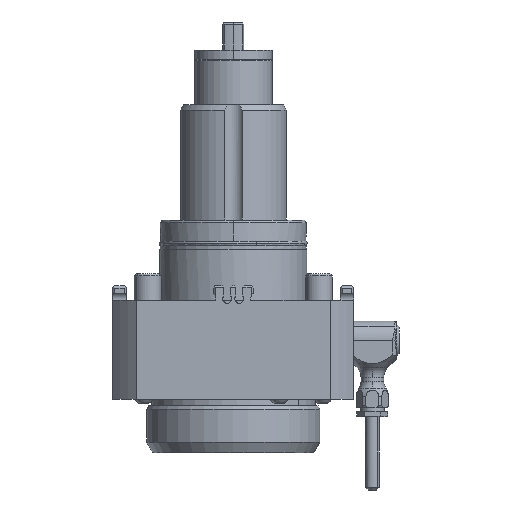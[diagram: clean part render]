
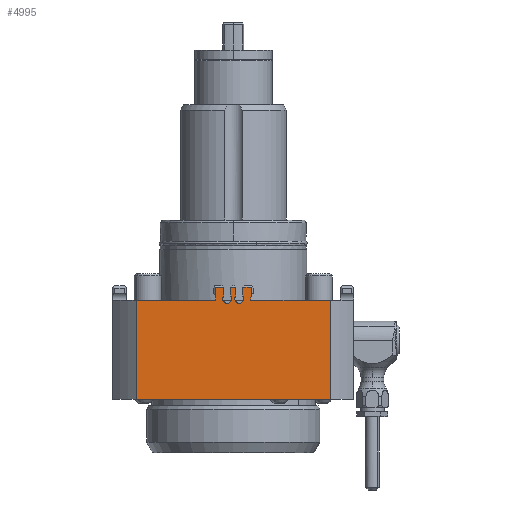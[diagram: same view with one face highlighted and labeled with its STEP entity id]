
A CAD part, front view. The second image highlights one B-rep face of the part: STEP entity #4995.
In plain terms, the highlighted planar face has unit normal (0, -1, 0).
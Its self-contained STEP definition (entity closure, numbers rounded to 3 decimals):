
#96=CARTESIAN_POINT('',(6.546,-42.,0.));
#97=VERTEX_POINT('',#96);
#132=CARTESIAN_POINT('',(6.805,-42.,1.759));
#133=VERTEX_POINT('',#132);
#141=CARTESIAN_POINT('',(9.25,-42.,0.5));
#142=DIRECTION('',(0.,1.,-0.));
#143=DIRECTION('',(0.,0.,1.));
#144=AXIS2_PLACEMENT_3D('',#141,#142,#143);
#145=CIRCLE('',#144,2.75);
#146=EDGE_CURVE('',#97,#133,#145,.T.);
#4065=CARTESIAN_POINT('',(36.28,-42.,-0.));
#4066=VERTEX_POINT('',#4065);
#4074=CARTESIAN_POINT('',(36.28,-42.,-37.));
#4075=VERTEX_POINT('',#4074);
#4076=CARTESIAN_POINT('',(36.28,-42.,-37.));
#4077=DIRECTION('',(0.,0.,1.));
#4078=VECTOR('',#4077,37.);
#4079=LINE('',#4076,#4078);
#4080=EDGE_CURVE('',#4075,#4066,#4079,.T.);
#4497=CARTESIAN_POINT('',(-36.28,-42.,0.));
#4498=VERTEX_POINT('',#4497);
#4506=CARTESIAN_POINT('',(-6.546,-42.,0.));
#4507=VERTEX_POINT('',#4506);
#4508=CARTESIAN_POINT('',(-6.546,-42.,0.));
#4509=DIRECTION('',(-1.,0.,0.));
#4510=VECTOR('',#4509,29.734);
#4511=LINE('',#4508,#4510);
#4512=EDGE_CURVE('',#4507,#4498,#4511,.T.);
#4561=CARTESIAN_POINT('',(36.28,-42.,-0.));
#4562=DIRECTION('',(-1.,0.,0.));
#4563=VECTOR('',#4562,29.734);
#4564=LINE('',#4561,#4563);
#4565=EDGE_CURVE('',#4066,#97,#4564,.T.);
#4855=CARTESIAN_POINT('',(-0.,-42.,-9.491));
#4856=DIRECTION('',(-0.,-1.,0.));
#4857=DIRECTION('',(-1.,0.,0.));
#4858=AXIS2_PLACEMENT_3D('',#4855,#4856,#4857);
#4859=PLANE('',#4858);
#4860=CARTESIAN_POINT('',(-3.5,-42.,1.577));
#4861=VERTEX_POINT('',#4860);
#4862=CARTESIAN_POINT('',(-3.5,-42.,4.8));
#4863=VERTEX_POINT('',#4862);
#4864=CARTESIAN_POINT('',(-3.5,-42.,1.577));
#4865=DIRECTION('',(0.,0.,1.));
#4866=VECTOR('',#4865,3.223);
#4867=LINE('',#4864,#4866);
#4868=EDGE_CURVE('',#4861,#4863,#4867,.T.);
#4869=ORIENTED_EDGE('',*,*,#4868,.T.);
#4870=CARTESIAN_POINT('',(-6.805,-42.,4.8));
#4871=VERTEX_POINT('',#4870);
#4872=CARTESIAN_POINT('',(-6.805,-42.,4.8));
#4873=DIRECTION('',(1.,0.,-0.));
#4874=VECTOR('',#4873,3.305);
#4875=LINE('',#4872,#4874);
#4876=EDGE_CURVE('',#4871,#4863,#4875,.T.);
#4877=ORIENTED_EDGE('',*,*,#4876,.F.);
#4878=CARTESIAN_POINT('',(-6.805,-42.,1.759));
#4879=VERTEX_POINT('',#4878);
#4880=CARTESIAN_POINT('',(-6.805,-42.,1.759));
#4881=DIRECTION('',(0.,0.,1.));
#4882=VECTOR('',#4881,3.041);
#4883=LINE('',#4880,#4882);
#4884=EDGE_CURVE('',#4879,#4871,#4883,.T.);
#4885=ORIENTED_EDGE('',*,*,#4884,.F.);
#4886=CARTESIAN_POINT('',(-9.25,-42.,0.5));
#4887=DIRECTION('',(0.,1.,-0.));
#4888=DIRECTION('',(0.,0.,1.));
#4889=AXIS2_PLACEMENT_3D('',#4886,#4887,#4888);
#4890=CIRCLE('',#4889,2.75);
#4891=EDGE_CURVE('',#4879,#4507,#4890,.T.);
#4892=ORIENTED_EDGE('',*,*,#4891,.T.);
#4893=ORIENTED_EDGE('',*,*,#4512,.T.);
#4894=CARTESIAN_POINT('',(-36.28,-42.,-37.));
#4895=VERTEX_POINT('',#4894);
#4896=CARTESIAN_POINT('',(-36.28,-42.,0.));
#4897=DIRECTION('',(0.,0.,-1.));
#4898=VECTOR('',#4897,37.);
#4899=LINE('',#4896,#4898);
#4900=EDGE_CURVE('',#4498,#4895,#4899,.T.);
#4901=ORIENTED_EDGE('',*,*,#4900,.T.);
#4902=CARTESIAN_POINT('',(-36.28,-42.,-37.));
#4903=DIRECTION('',(1.,0.,-0.));
#4904=VECTOR('',#4903,72.56);
#4905=LINE('',#4902,#4904);
#4906=EDGE_CURVE('',#4895,#4075,#4905,.T.);
#4907=ORIENTED_EDGE('',*,*,#4906,.T.);
#4908=ORIENTED_EDGE('',*,*,#4080,.T.);
#4909=ORIENTED_EDGE('',*,*,#4565,.T.);
#4910=ORIENTED_EDGE('',*,*,#146,.T.);
#4911=CARTESIAN_POINT('',(6.805,-42.,4.8));
#4912=VERTEX_POINT('',#4911);
#4913=CARTESIAN_POINT('',(6.805,-42.,4.8));
#4914=DIRECTION('',(0.,0.,-1.));
#4915=VECTOR('',#4914,3.041);
#4916=LINE('',#4913,#4915);
#4917=EDGE_CURVE('',#4912,#133,#4916,.T.);
#4918=ORIENTED_EDGE('',*,*,#4917,.F.);
#4919=CARTESIAN_POINT('',(3.5,-42.,4.8));
#4920=VERTEX_POINT('',#4919);
#4921=CARTESIAN_POINT('',(3.5,-42.,4.8));
#4922=DIRECTION('',(1.,0.,-0.));
#4923=VECTOR('',#4922,3.305);
#4924=LINE('',#4921,#4923);
#4925=EDGE_CURVE('',#4920,#4912,#4924,.T.);
#4926=ORIENTED_EDGE('',*,*,#4925,.F.);
#4927=CARTESIAN_POINT('',(3.5,-42.,1.577));
#4928=VERTEX_POINT('',#4927);
#4929=CARTESIAN_POINT('',(3.5,-42.,4.8));
#4930=DIRECTION('',(-0.,0.,-1.));
#4931=VECTOR('',#4930,3.223);
#4932=LINE('',#4929,#4931);
#4933=EDGE_CURVE('',#4920,#4928,#4932,.T.);
#4934=ORIENTED_EDGE('',*,*,#4933,.T.);
#4935=CARTESIAN_POINT('',(2.25,-42.,-1.15));
#4936=VERTEX_POINT('',#4935);
#4937=CARTESIAN_POINT('',(2.25,-42.,0.5));
#4938=DIRECTION('',(0.,1.,-0.));
#4939=DIRECTION('',(0.,0.,1.));
#4940=AXIS2_PLACEMENT_3D('',#4937,#4938,#4939);
#4941=CIRCLE('',#4940,1.65);
#4942=EDGE_CURVE('',#4928,#4936,#4941,.T.);
#4943=ORIENTED_EDGE('',*,*,#4942,.T.);
#4944=CARTESIAN_POINT('',(1.,-42.,1.577));
#4945=VERTEX_POINT('',#4944);
#4946=CARTESIAN_POINT('',(2.25,-42.,0.5));
#4947=DIRECTION('',(0.,1.,-0.));
#4948=DIRECTION('',(0.,0.,1.));
#4949=AXIS2_PLACEMENT_3D('',#4946,#4947,#4948);
#4950=CIRCLE('',#4949,1.65);
#4951=EDGE_CURVE('',#4936,#4945,#4950,.T.);
#4952=ORIENTED_EDGE('',*,*,#4951,.T.);
#4953=CARTESIAN_POINT('',(1.,-42.,4.8));
#4954=VERTEX_POINT('',#4953);
#4955=CARTESIAN_POINT('',(1.,-42.,1.577));
#4956=DIRECTION('',(0.,0.,1.));
#4957=VECTOR('',#4956,3.223);
#4958=LINE('',#4955,#4957);
#4959=EDGE_CURVE('',#4945,#4954,#4958,.T.);
#4960=ORIENTED_EDGE('',*,*,#4959,.T.);
#4961=CARTESIAN_POINT('',(-1.,-42.,4.8));
#4962=VERTEX_POINT('',#4961);
#4963=CARTESIAN_POINT('',(-1.,-42.,4.8));
#4964=DIRECTION('',(1.,0.,-0.));
#4965=VECTOR('',#4964,2.);
#4966=LINE('',#4963,#4965);
#4967=EDGE_CURVE('',#4962,#4954,#4966,.T.);
#4968=ORIENTED_EDGE('',*,*,#4967,.F.);
#4969=CARTESIAN_POINT('',(-1.,-42.,1.577));
#4970=VERTEX_POINT('',#4969);
#4971=CARTESIAN_POINT('',(-1.,-42.,4.8));
#4972=DIRECTION('',(-0.,0.,-1.));
#4973=VECTOR('',#4972,3.223);
#4974=LINE('',#4971,#4973);
#4975=EDGE_CURVE('',#4962,#4970,#4974,.T.);
#4976=ORIENTED_EDGE('',*,*,#4975,.T.);
#4977=CARTESIAN_POINT('',(-2.25,-42.,-1.15));
#4978=VERTEX_POINT('',#4977);
#4979=CARTESIAN_POINT('',(-2.25,-42.,0.5));
#4980=DIRECTION('',(0.,1.,-0.));
#4981=DIRECTION('',(0.,0.,1.));
#4982=AXIS2_PLACEMENT_3D('',#4979,#4980,#4981);
#4983=CIRCLE('',#4982,1.65);
#4984=EDGE_CURVE('',#4970,#4978,#4983,.T.);
#4985=ORIENTED_EDGE('',*,*,#4984,.T.);
#4986=CARTESIAN_POINT('',(-2.25,-42.,0.5));
#4987=DIRECTION('',(0.,1.,-0.));
#4988=DIRECTION('',(0.,0.,1.));
#4989=AXIS2_PLACEMENT_3D('',#4986,#4987,#4988);
#4990=CIRCLE('',#4989,1.65);
#4991=EDGE_CURVE('',#4978,#4861,#4990,.T.);
#4992=ORIENTED_EDGE('',*,*,#4991,.T.);
#4993=EDGE_LOOP('',(#4869,#4877,#4885,#4892,#4893,#4901,#4907,#4908,#4909,#4910,#4918,#4926,#4934,#4943,#4952,#4960,#4968,#4976,#4985,#4992));
#4994=FACE_BOUND('',#4993,.T.);
#4995=ADVANCED_FACE('',(#4994),#4859,.T.);
